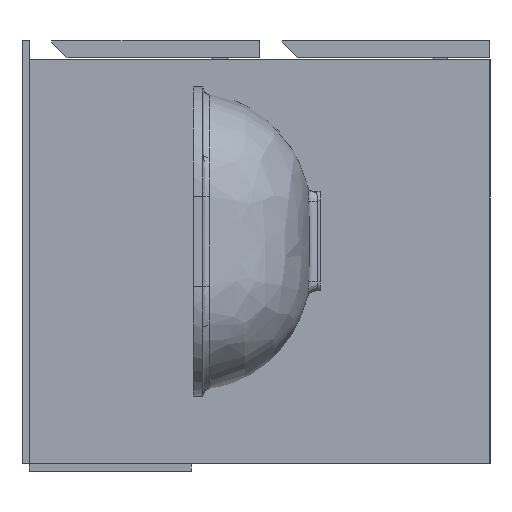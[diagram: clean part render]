
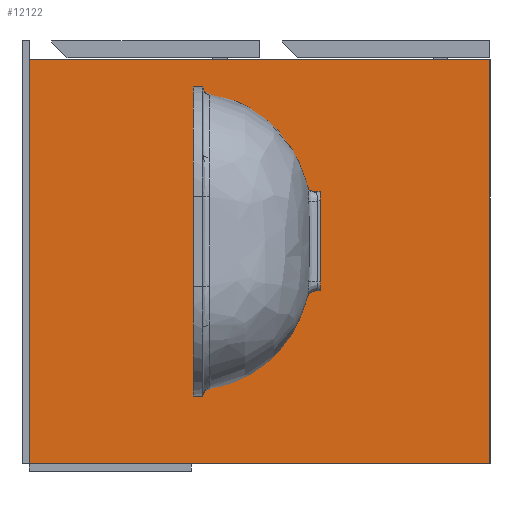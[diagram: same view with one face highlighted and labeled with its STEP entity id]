
A CAD part, left-side view. The second image highlights one B-rep face of the part: STEP entity #12122.
In plain terms, the highlighted planar face has unit normal (-1, 0, 0).
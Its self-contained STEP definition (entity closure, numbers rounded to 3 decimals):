
#166 = VECTOR ( 'NONE', #18235, 1000. ) ;
#592 = VECTOR ( 'NONE', #8110, 1000. ) ;
#851 = CARTESIAN_POINT ( 'NONE',  ( 2., 961.402, -470. ) ) ;
#1593 = VERTEX_POINT ( 'NONE', #15116 ) ;
#3135 = LINE ( 'NONE', #12401, #8842 ) ;
#4477 = ORIENTED_EDGE ( 'NONE', *, *, #19968, .F. ) ;
#7528 = ORIENTED_EDGE ( 'NONE', *, *, #16301, .T. ) ;
#7625 = DIRECTION ( 'NONE',  ( 0., 0., 1. ) ) ;
#7671 = VERTEX_POINT ( 'NONE', #14949 ) ;
#8110 = DIRECTION ( 'NONE',  ( 0., -1., 0. ) ) ;
#8303 = ORIENTED_EDGE ( 'NONE', *, *, #17382, .T. ) ;
#8842 = VECTOR ( 'NONE', #21715, 1000. ) ;
#8955 = CARTESIAN_POINT ( 'NONE',  ( 2., 512., -470. ) ) ;
#10115 = DIRECTION ( 'NONE',  ( 1., 0., 0. ) ) ;
#12122 = ADVANCED_FACE ( 'NONE', ( #12408 ), #21722, .F. ) ;
#12401 = CARTESIAN_POINT ( 'NONE',  ( 2., 961.402, -470. ) ) ;
#12408 = FACE_OUTER_BOUND ( 'NONE', #18819, .T. ) ;
#13646 = AXIS2_PLACEMENT_3D ( 'NONE', #851, #10115, #19406 ) ;
#13954 = CARTESIAN_POINT ( 'NONE',  ( 2., 512., -21. ) ) ;
#14949 = CARTESIAN_POINT ( 'NONE',  ( 2., 0., -470. ) ) ;
#15116 = CARTESIAN_POINT ( 'NONE',  ( 2., 512., -470. ) ) ;
#15667 = VECTOR ( 'NONE', #7625, 1000. ) ;
#16301 = EDGE_CURVE ( 'NONE', #1593, #7671, #3135, .T. ) ;
#16669 = EDGE_CURVE ( 'NONE', #22649, #21511, #19684, .T. ) ;
#17382 = EDGE_CURVE ( 'NONE', #7671, #21511, #19193, .T. ) ;
#18235 = DIRECTION ( 'NONE',  ( 0., 0., 1. ) ) ;
#18819 = EDGE_LOOP ( 'NONE', ( #4477, #7528, #8303, #29982 ) ) ;
#19193 = LINE ( 'NONE', #28490, #15667 ) ;
#19406 = DIRECTION ( 'NONE',  ( 0., 0., -1. ) ) ;
#19684 = LINE ( 'NONE', #28983, #592 ) ;
#19968 = EDGE_CURVE ( 'NONE', #1593, #22649, #29827, .T. ) ;
#21511 = VERTEX_POINT ( 'NONE', #23748 ) ;
#21715 = DIRECTION ( 'NONE',  ( 0., -1., 0. ) ) ;
#21722 = PLANE ( 'NONE',  #13646 ) ;
#22649 = VERTEX_POINT ( 'NONE', #13954 ) ;
#23748 = CARTESIAN_POINT ( 'NONE',  ( 2., 0., -21. ) ) ;
#28490 = CARTESIAN_POINT ( 'NONE',  ( 2., 0., -470. ) ) ;
#28983 = CARTESIAN_POINT ( 'NONE',  ( 2., 961.402, -21. ) ) ;
#29827 = LINE ( 'NONE', #8955, #166 ) ;
#29982 = ORIENTED_EDGE ( 'NONE', *, *, #16669, .F. ) ;
